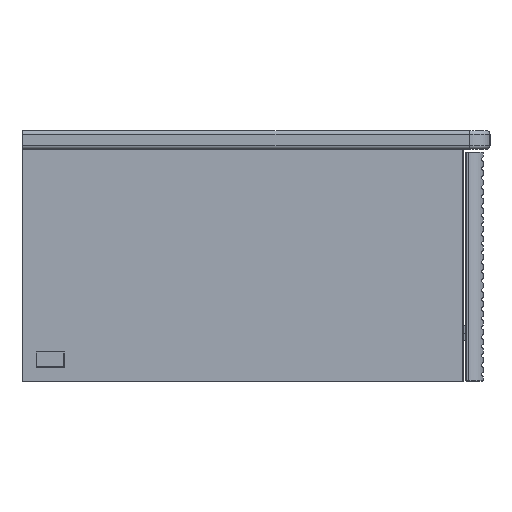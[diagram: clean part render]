
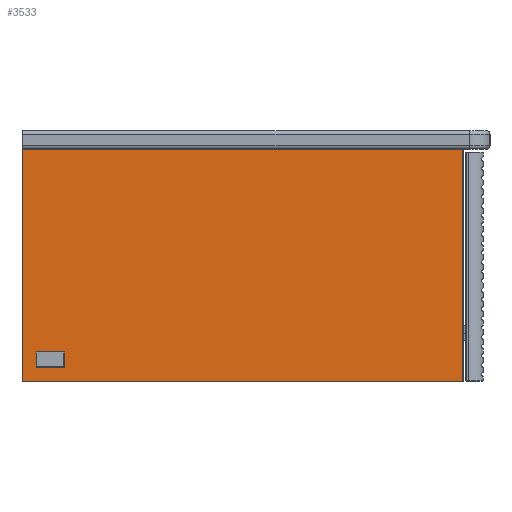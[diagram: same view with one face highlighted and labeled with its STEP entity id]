
A CAD part, left-side view. The second image highlights one B-rep face of the part: STEP entity #3533.
In plain terms, the highlighted planar face has unit normal (-1, 0, 0).
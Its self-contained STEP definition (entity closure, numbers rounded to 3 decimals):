
#3460=CARTESIAN_POINT('',(24443.863,-3980.709,170.0));
#3461=VERTEX_POINT('',#3460);
#3468=CARTESIAN_POINT('',(24443.863,-4451.709,170.0));
#3469=VERTEX_POINT('',#3468);
#3470=CARTESIAN_POINT('',(24443.863,-3980.709,170.0));
#3471=DIRECTION('',(0.0,-1.0,0.0));
#3472=VECTOR('',#3471,471.0);
#3473=LINE('',#3470,#3472);
#3474=EDGE_CURVE('',#3461,#3469,#3473,.T.);
#3492=CARTESIAN_POINT('',(24443.863,-4451.709,-78.0));
#3493=VERTEX_POINT('',#3492);
#3494=CARTESIAN_POINT('',(24443.863,-4451.709,170.0));
#3495=DIRECTION('',(0.0,0.0,-1.0));
#3496=VECTOR('',#3495,248.0);
#3497=LINE('',#3494,#3496);
#3498=EDGE_CURVE('',#3469,#3493,#3497,.T.);
#3510=CARTESIAN_POINT('',(24443.863,-4216.209,-78.001));
#3511=DIRECTION('',(-1.0,0.0,0.0));
#3512=DIRECTION('',(0.0,0.0,1.0));
#3513=AXIS2_PLACEMENT_3D('',#3510,#3511,#3512);
#3514=PLANE('',#3513);
#3515=ORIENTED_EDGE('',*,*,#3498,.F.);
#3516=ORIENTED_EDGE('',*,*,#3474,.F.);
#3517=CARTESIAN_POINT('',(24443.863,-3980.709,-78.0));
#3518=VERTEX_POINT('',#3517);
#3519=CARTESIAN_POINT('',(24443.863,-3980.709,-78.0));
#3520=DIRECTION('',(0.0,0.0,1.0));
#3521=VECTOR('',#3520,248.0);
#3522=LINE('',#3519,#3521);
#3523=EDGE_CURVE('',#3518,#3461,#3522,.T.);
#3524=ORIENTED_EDGE('',*,*,#3523,.F.);
#3525=CARTESIAN_POINT('',(24443.863,-3980.709,-78.0));
#3526=DIRECTION('',(0.0,-1.0,0.0));
#3527=VECTOR('',#3526,471.0);
#3528=LINE('',#3525,#3527);
#3529=EDGE_CURVE('',#3518,#3493,#3528,.T.);
#3530=ORIENTED_EDGE('',*,*,#3529,.T.);
#3531=EDGE_LOOP('',(#3515,#3516,#3524,#3530));
#3532=FACE_OUTER_BOUND('',#3531,.T.);
#3533=ADVANCED_FACE('',(#3532),#3514,.T.);
